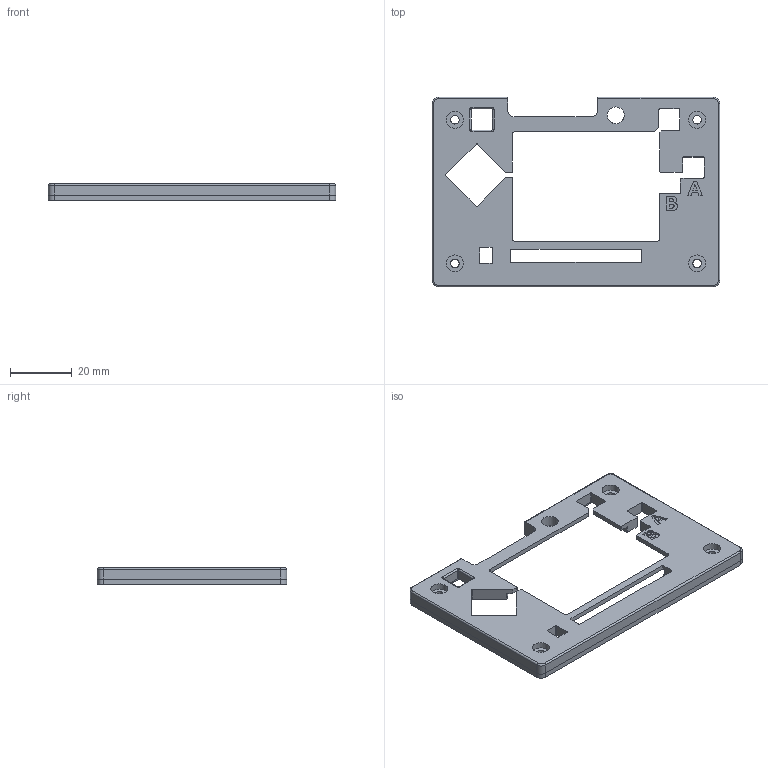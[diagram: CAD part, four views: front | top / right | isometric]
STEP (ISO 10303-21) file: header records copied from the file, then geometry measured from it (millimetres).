
FILE_DESCRIPTION(('FreeCAD Model'),'2;1');
FILE_NAME('Open CASCADE Shape Model','2023-10-22T19:46:30',('Author'),( ''),'Open CASCADE STEP processor 7.6','FreeCAD','Unknown');
FILE_SCHEMA(('AUTOMOTIVE_DESIGN { 1 0 10303 214 1 1 1 1 }'));
Length unit declared in the file: millimetre
Products named in the file (1): LEDPocketEdgeFillet
Bounding box: 92.72 x 61.1 x 5.35 mm (x, y, z)
Volume: 11618.9 mm3; surface area: 9929.8 mm2
Topology: 1 solids, 1 shells, 223 faces, 627 edges, 413 vertices
Faces by surface type: plane 89, cylinder 81, extrusion 45, torus 8
Full cylindrical faces by diameter (mm): 2.75 x4, 5.4 x1, 5.5 x4
Entity records: 7339 total; most frequent: CARTESIAN_POINT 1534, ORIENTED_EDGE 1254, DIRECTION 1110, EDGE_CURVE 627, VERTEX_POINT 413, VECTOR 412, LINE 367, AXIS2_PLACEMENT_3D 349
